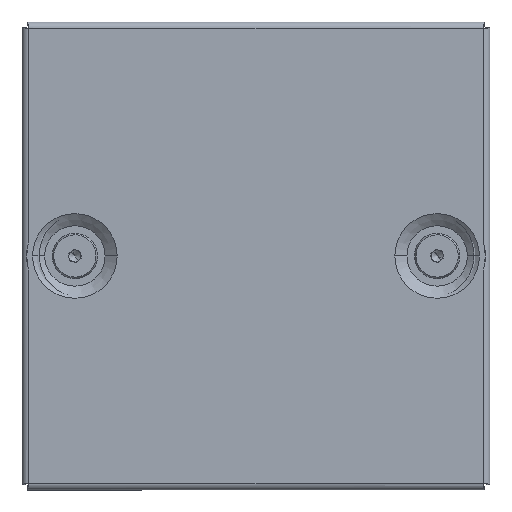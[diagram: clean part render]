
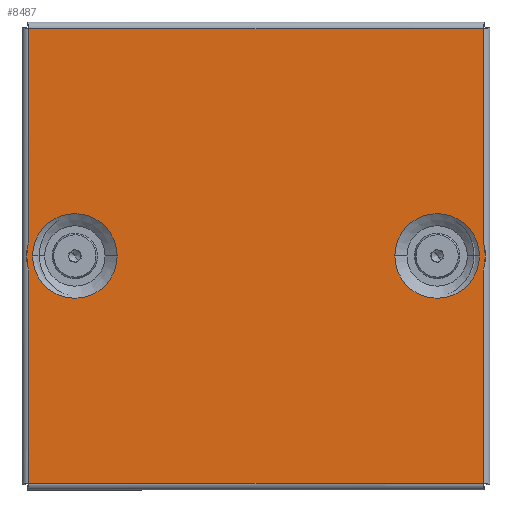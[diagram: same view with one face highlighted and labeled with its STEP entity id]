
A CAD part, top view. The second image highlights one B-rep face of the part: STEP entity #8487.
In plain terms, the highlighted face is planar.
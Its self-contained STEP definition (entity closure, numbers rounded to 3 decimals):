
#46 = VERTEX_POINT ( 'NONE', #9458 ) ;
#54 = VERTEX_POINT ( 'NONE', #2215 ) ;
#127 = ORIENTED_EDGE ( 'NONE', *, *, #4744, .T. ) ;
#174 = DIRECTION ( 'NONE',  ( 0., 1., 0. ) ) ;
#220 = EDGE_LOOP ( 'NONE', ( #5227, #4480 ) ) ;
#385 = CARTESIAN_POINT ( 'NONE',  ( 60., 0., 0. ) ) ;
#438 = EDGE_CURVE ( 'NONE', #54, #11105, #1885, .T. ) ;
#490 = DIRECTION ( 'NONE',  ( 0., 0., 1. ) ) ;
#545 = FACE_BOUND ( 'NONE', #220, .T. ) ;
#618 = CARTESIAN_POINT ( 'NONE',  ( 75.3, 0., 75.793 ) ) ;
#687 = CIRCLE ( 'NONE', #3312, 14. ) ;
#849 = VERTEX_POINT ( 'NONE', #6373 ) ;
#976 = VERTEX_POINT ( 'NONE', #11196 ) ;
#983 = AXIS2_PLACEMENT_3D ( 'NONE', #4783, #10126, #11071 ) ;
#1024 = EDGE_CURVE ( 'NONE', #6639, #2223, #10499, .T. ) ;
#1473 = ORIENTED_EDGE ( 'NONE', *, *, #438, .F. ) ;
#1478 = VECTOR ( 'NONE', #2524, 1000. ) ;
#1713 = VECTOR ( 'NONE', #7852, 1000. ) ;
#1840 = CIRCLE ( 'NONE', #11043, 16. ) ;
#1882 = DIRECTION ( 'NONE',  ( 0., 0., -1. ) ) ;
#1885 = CIRCLE ( 'NONE', #4336, 16. ) ;
#1927 = DIRECTION ( 'NONE',  ( 0., 0., 1. ) ) ;
#2107 = ORIENTED_EDGE ( 'NONE', *, *, #6664, .F. ) ;
#2142 = AXIS2_PLACEMENT_3D ( 'NONE', #3867, #11031, #2970 ) ;
#2215 = CARTESIAN_POINT ( 'NONE',  ( 75.3, 0., -4.681 ) ) ;
#2223 = VERTEX_POINT ( 'NONE', #9700 ) ;
#2227 = DIRECTION ( 'NONE',  ( 0., 0., -1. ) ) ;
#2524 = DIRECTION ( 'NONE',  ( -1., 0., 0. ) ) ;
#2844 = VERTEX_POINT ( 'NONE', #7539 ) ;
#2853 = EDGE_CURVE ( 'NONE', #46, #3597, #11129, .T. ) ;
#2878 = CARTESIAN_POINT ( 'NONE',  ( -75.3, 0., -4.681 ) ) ;
#2970 = DIRECTION ( 'NONE',  ( 0., 0., -1. ) ) ;
#3280 = VECTOR ( 'NONE', #2227, 1000. ) ;
#3300 = VERTEX_POINT ( 'NONE', #2878 ) ;
#3312 = AXIS2_PLACEMENT_3D ( 'NONE', #8900, #8790, #1882 ) ;
#3315 = DIRECTION ( 'NONE',  ( 1., 0., 0. ) ) ;
#3377 = FACE_BOUND ( 'NONE', #10327, .T. ) ;
#3523 = LINE ( 'NONE', #7109, #1478 ) ;
#3536 = ORIENTED_EDGE ( 'NONE', *, *, #8560, .T. ) ;
#3597 = VERTEX_POINT ( 'NONE', #5224 ) ;
#3793 = CARTESIAN_POINT ( 'NONE',  ( 60., 0., 0. ) ) ;
#3842 = CIRCLE ( 'NONE', #2142, 14. ) ;
#3867 = CARTESIAN_POINT ( 'NONE',  ( 60., 0., 0. ) ) ;
#4227 = LINE ( 'NONE', #9865, #10966 ) ;
#4284 = ORIENTED_EDGE ( 'NONE', *, *, #6493, .T. ) ;
#4317 = FACE_OUTER_BOUND ( 'NONE', #10809, .T. ) ;
#4336 = AXIS2_PLACEMENT_3D ( 'NONE', #385, #7558, #11146 ) ;
#4480 = ORIENTED_EDGE ( 'NONE', *, *, #2853, .F. ) ;
#4524 = VERTEX_POINT ( 'NONE', #6143 ) ;
#4562 = CIRCLE ( 'NONE', #9452, 16. ) ;
#4648 = CARTESIAN_POINT ( 'NONE',  ( -60., 0., 0. ) ) ;
#4717 = ORIENTED_EDGE ( 'NONE', *, *, #1024, .T. ) ;
#4744 = EDGE_CURVE ( 'NONE', #4866, #6639, #6834, .T. ) ;
#4783 = CARTESIAN_POINT ( 'NONE',  ( -60., 0., 0. ) ) ;
#4866 = VERTEX_POINT ( 'NONE', #6961 ) ;
#4894 = CARTESIAN_POINT ( 'NONE',  ( -75.793, 0., 75.3 ) ) ;
#5117 = CARTESIAN_POINT ( 'NONE',  ( 75.3, 0., 75.793 ) ) ;
#5163 = DIRECTION ( 'NONE',  ( 0., 0., 1. ) ) ;
#5224 = CARTESIAN_POINT ( 'NONE',  ( -74., 0., 0. ) ) ;
#5227 = ORIENTED_EDGE ( 'NONE', *, *, #11024, .F. ) ;
#5603 = DIRECTION ( 'NONE',  ( 0., -1., 0. ) ) ;
#5915 = EDGE_CURVE ( 'NONE', #11105, #2223, #4562, .T. ) ;
#5974 = CARTESIAN_POINT ( 'NONE',  ( 76., 0., 0. ) ) ;
#6143 = CARTESIAN_POINT ( 'NONE',  ( -75.3, 0., -75.3 ) ) ;
#6373 = CARTESIAN_POINT ( 'NONE',  ( 74., 0., 0. ) ) ;
#6385 = CARTESIAN_POINT ( 'NONE',  ( -60., 0., 0. ) ) ;
#6403 = DIRECTION ( 'NONE',  ( -1., 0., 0. ) ) ;
#6493 = EDGE_CURVE ( 'NONE', #2844, #4866, #4227, .T. ) ;
#6604 = DIRECTION ( 'NONE',  ( 1., 0., 0. ) ) ;
#6639 = VERTEX_POINT ( 'NONE', #8085 ) ;
#6664 = EDGE_CURVE ( 'NONE', #849, #11584, #3842, .T. ) ;
#6673 = VECTOR ( 'NONE', #10491, 1000. ) ;
#6834 = LINE ( 'NONE', #4894, #11507 ) ;
#6837 = PLANE ( 'NONE',  #8371 ) ;
#6961 = CARTESIAN_POINT ( 'NONE',  ( -75.3, 0., 75.3 ) ) ;
#6989 = EDGE_CURVE ( 'NONE', #3300, #976, #7785, .T. ) ;
#7109 = CARTESIAN_POINT ( 'NONE',  ( 75.793, 0., -75.3 ) ) ;
#7316 = EDGE_CURVE ( 'NONE', #54, #7954, #11229, .T. ) ;
#7490 = ORIENTED_EDGE ( 'NONE', *, *, #7316, .T. ) ;
#7539 = CARTESIAN_POINT ( 'NONE',  ( -75.3, 0., 4.681 ) ) ;
#7558 = DIRECTION ( 'NONE',  ( 0., -1., 0. ) ) ;
#7589 = CARTESIAN_POINT ( 'NONE',  ( 75.3, 0., -75.3 ) ) ;
#7785 = CIRCLE ( 'NONE', #9093, 16. ) ;
#7852 = DIRECTION ( 'NONE',  ( 0., 0., -1. ) ) ;
#7856 = CARTESIAN_POINT ( 'NONE',  ( -60., 0., 0. ) ) ;
#7897 = DIRECTION ( 'NONE',  ( 0., 1., 0. ) ) ;
#7911 = DIRECTION ( 'NONE',  ( 0., 1., 0. ) ) ;
#7954 = VERTEX_POINT ( 'NONE', #7589 ) ;
#7970 = DIRECTION ( 'NONE',  ( -1., 0., 0. ) ) ;
#8085 = CARTESIAN_POINT ( 'NONE',  ( 75.3, 0., 75.3 ) ) ;
#8371 = AXIS2_PLACEMENT_3D ( 'NONE', #10365, #7897, #490 ) ;
#8487 = ADVANCED_FACE ( 'NONE', ( #4317, #545, #3377 ), #6837, .T. ) ;
#8560 = EDGE_CURVE ( 'NONE', #4524, #3300, #11366, .T. ) ;
#8610 = CARTESIAN_POINT ( 'NONE',  ( 46., 0., 0. ) ) ;
#8790 = DIRECTION ( 'NONE',  ( 0., 1., 0. ) ) ;
#8900 = CARTESIAN_POINT ( 'NONE',  ( 60., 0., 0. ) ) ;
#8939 = EDGE_CURVE ( 'NONE', #11584, #849, #687, .T. ) ;
#9093 = AXIS2_PLACEMENT_3D ( 'NONE', #7856, #7911, #7970 ) ;
#9452 = AXIS2_PLACEMENT_3D ( 'NONE', #3793, #5603, #6604 ) ;
#9458 = CARTESIAN_POINT ( 'NONE',  ( -46., 0., 0. ) ) ;
#9548 = CARTESIAN_POINT ( 'NONE',  ( -75.3, 0., -75.793 ) ) ;
#9561 = ORIENTED_EDGE ( 'NONE', *, *, #5915, .F. ) ;
#9700 = CARTESIAN_POINT ( 'NONE',  ( 75.3, 0., 4.681 ) ) ;
#9865 = CARTESIAN_POINT ( 'NONE',  ( -75.3, 0., -75.793 ) ) ;
#9979 = DIRECTION ( 'NONE',  ( 0., 1., 0. ) ) ;
#10045 = ORIENTED_EDGE ( 'NONE', *, *, #10796, .T. ) ;
#10048 = ORIENTED_EDGE ( 'NONE', *, *, #10623, .T. ) ;
#10083 = ORIENTED_EDGE ( 'NONE', *, *, #8939, .F. ) ;
#10092 = ORIENTED_EDGE ( 'NONE', *, *, #6989, .T. ) ;
#10126 = DIRECTION ( 'NONE',  ( 0., 1., 0. ) ) ;
#10295 = AXIS2_PLACEMENT_3D ( 'NONE', #6385, #9979, #1927 ) ;
#10327 = EDGE_LOOP ( 'NONE', ( #2107, #10083 ) ) ;
#10365 = CARTESIAN_POINT ( 'NONE',  ( 0., 0., 0. ) ) ;
#10491 = DIRECTION ( 'NONE',  ( 0., 0., 1. ) ) ;
#10499 = LINE ( 'NONE', #618, #1713 ) ;
#10623 = EDGE_CURVE ( 'NONE', #976, #2844, #1840, .T. ) ;
#10684 = CIRCLE ( 'NONE', #10295, 14. ) ;
#10796 = EDGE_CURVE ( 'NONE', #7954, #4524, #3523, .T. ) ;
#10809 = EDGE_LOOP ( 'NONE', ( #4717, #9561, #1473, #7490, #10045, #3536, #10092, #10048, #4284, #127 ) ) ;
#10966 = VECTOR ( 'NONE', #5163, 1000. ) ;
#11024 = EDGE_CURVE ( 'NONE', #3597, #46, #10684, .T. ) ;
#11031 = DIRECTION ( 'NONE',  ( 0., 1., 0. ) ) ;
#11043 = AXIS2_PLACEMENT_3D ( 'NONE', #4648, #174, #6403 ) ;
#11071 = DIRECTION ( 'NONE',  ( 0., 0., 1. ) ) ;
#11105 = VERTEX_POINT ( 'NONE', #5974 ) ;
#11129 = CIRCLE ( 'NONE', #983, 14. ) ;
#11146 = DIRECTION ( 'NONE',  ( 1., 0., 0. ) ) ;
#11196 = CARTESIAN_POINT ( 'NONE',  ( -76., 0., 0. ) ) ;
#11229 = LINE ( 'NONE', #5117, #3280 ) ;
#11366 = LINE ( 'NONE', #9548, #6673 ) ;
#11507 = VECTOR ( 'NONE', #3315, 1000. ) ;
#11584 = VERTEX_POINT ( 'NONE', #8610 ) ;
